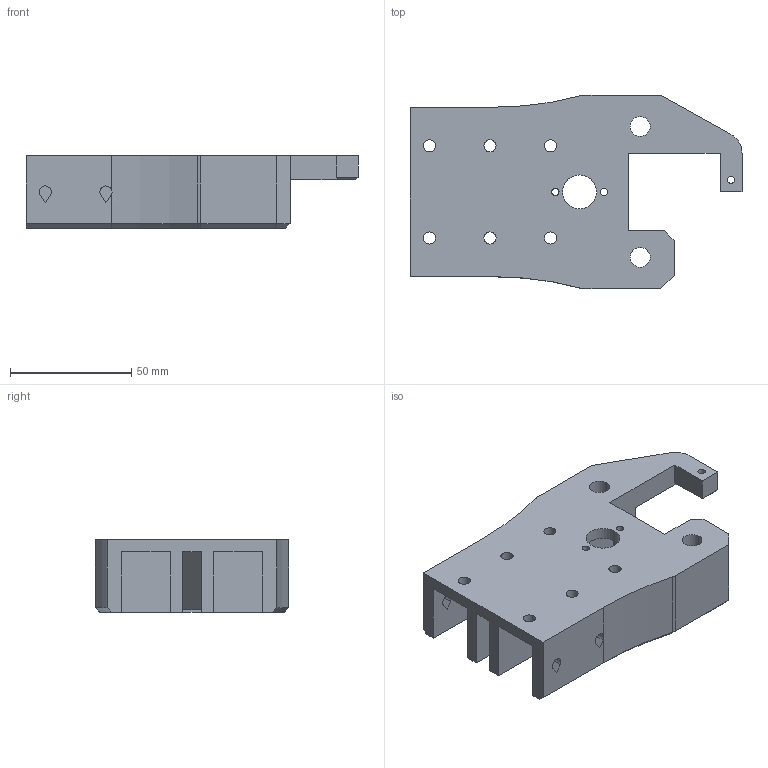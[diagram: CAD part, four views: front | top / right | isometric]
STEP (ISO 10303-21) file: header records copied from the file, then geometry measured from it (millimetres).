
FILE_DESCRIPTION(('FreeCAD Model'),'2;1');
FILE_NAME('Zcarriage_4S_2P.step','2015-07-30T16:54:25',('Author'),(''), 'Open CASCADE STEP processor 6.8','FreeCAD','Unknown');
FILE_SCHEMA(('AUTOMOTIVE_DESIGN_CC2 { 1 2 10303 214 -1 1 5 4 }'));
Length unit declared in the file: millimetre
Products named in the file (1): Zcarriage_4S_2P
Bounding box: 137 x 80 x 30 mm (x, y, z)
Volume: 123324.3 mm3; surface area: 42274.1 mm2
Topology: 1 solids, 1 shells, 105 faces, 300 edges, 199 vertices
Faces by surface type: plane 77, cylinder 23, cone 5
Full cylindrical faces by diameter (mm): 3 x3, 5 x6, 8.2 x2, 14 x1, 15 x2
Entity records: 10110 total; most frequent: CARTESIAN_POINT 4126, DIRECTION 1083, LINE 728, VECTOR 728, ORIENTED_EDGE 600, PCURVE 600, DEFINITIONAL_REPRESENTATION 600, EDGE_CURVE 300
